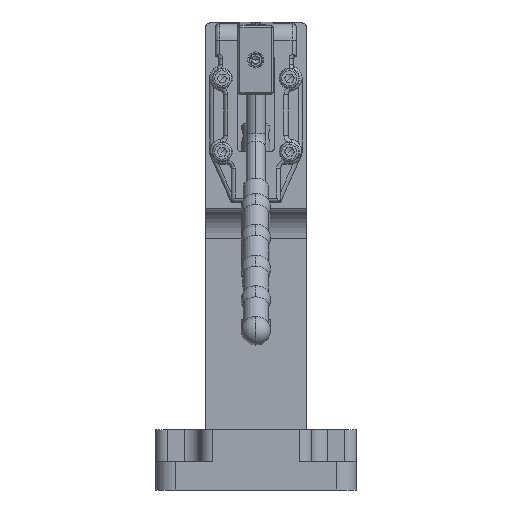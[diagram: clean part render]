
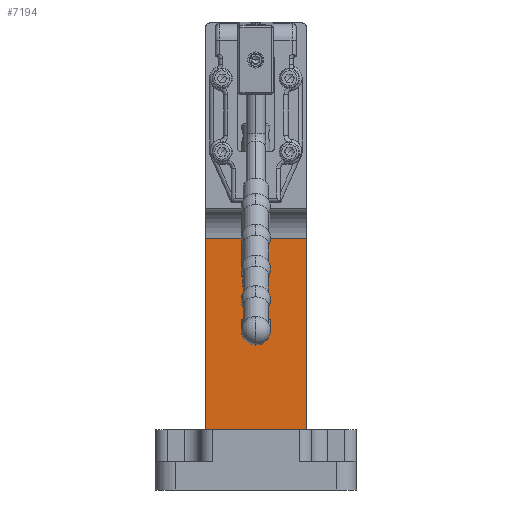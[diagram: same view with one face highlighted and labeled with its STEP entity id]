
A CAD part, left-side view. The second image highlights one B-rep face of the part: STEP entity #7194.
In plain terms, the highlighted planar face has unit normal (-1, 0, 0).
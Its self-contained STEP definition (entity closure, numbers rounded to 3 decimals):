
#1138 = CARTESIAN_POINT ( 'NONE',  ( 100., 25., 30. ) ) ;
#1142 = CARTESIAN_POINT ( 'NONE',  ( 100., -25., 30. ) ) ;
#3378 = DIRECTION ( 'NONE',  ( 0., -1., 0. ) ) ;
#3385 = CARTESIAN_POINT ( 'NONE',  ( 100., 207., 30. ) ) ;
#4007 = LINE ( 'NONE', #3385, #4012 ) ;
#4012 = VECTOR ( 'NONE', #3378, 1000. ) ;
#4167 = LINE ( 'NONE', #5774, #4169 ) ;
#4169 = VECTOR ( 'NONE', #5775, 1000. ) ;
#5774 = CARTESIAN_POINT ( 'NONE',  ( 100., -25., 0. ) ) ;
#5775 = DIRECTION ( 'NONE',  ( 0., 0., -1. ) ) ;
#7194 = ADVANCED_FACE ( 'NONE', ( #15705 ), #16713, .T. ) ;
#7681 = EDGE_CURVE ( 'NONE', #8877, #15090, #17457, .T. ) ;
#7792 = EDGE_CURVE ( 'NONE', #8877, #8722, #17631, .T. ) ;
#8722 = VERTEX_POINT ( 'NONE', #33403 ) ;
#8877 = VERTEX_POINT ( 'NONE', #33558 ) ;
#9079 = EDGE_LOOP ( 'NONE', ( #9374, #9375, #9376, #9377 ) ) ;
#9374 = ORIENTED_EDGE ( 'NONE', *, *, #7681, .T. ) ;
#9375 = ORIENTED_EDGE ( 'NONE', *, *, #16151, .T. ) ;
#9376 = ORIENTED_EDGE ( 'NONE', *, *, #16332, .F. ) ;
#9377 = ORIENTED_EDGE ( 'NONE', *, *, #7792, .F. ) ;
#15090 = VERTEX_POINT ( 'NONE', #1138 ) ;
#15094 = VERTEX_POINT ( 'NONE', #1142 ) ;
#15705 = FACE_OUTER_BOUND ( 'NONE', #9079, .T. ) ;
#16151 = EDGE_CURVE ( 'NONE', #15090, #15094, #4007, .T. ) ;
#16332 = EDGE_CURVE ( 'NONE', #8722, #15094, #4167, .T. ) ;
#16589 = AXIS2_PLACEMENT_3D ( 'NONE', #16707, #16716, #16717 ) ;
#16707 = CARTESIAN_POINT ( 'NONE',  ( 100., 207., 0. ) ) ;
#16713 = PLANE ( 'NONE',  #16589 ) ;
#16716 = DIRECTION ( 'NONE',  ( -1., 0., 0. ) ) ;
#16717 = DIRECTION ( 'NONE',  ( 0., 0., 1. ) ) ;
#17457 = LINE ( 'NONE', #32759, #17463 ) ;
#17463 = VECTOR ( 'NONE', #32756, 1000. ) ;
#17627 = VECTOR ( 'NONE', #33065, 1000. ) ;
#17631 = LINE ( 'NONE', #33064, #17627 ) ;
#32756 = DIRECTION ( 'NONE',  ( 0., 0., -1. ) ) ;
#32759 = CARTESIAN_POINT ( 'NONE',  ( 100., 25., 14. ) ) ;
#33064 = CARTESIAN_POINT ( 'NONE',  ( 100., 207., 125. ) ) ;
#33065 = DIRECTION ( 'NONE',  ( 0., -1., 0. ) ) ;
#33403 = CARTESIAN_POINT ( 'NONE',  ( 100., -25., 125. ) ) ;
#33558 = CARTESIAN_POINT ( 'NONE',  ( 100., 25., 125. ) ) ;
